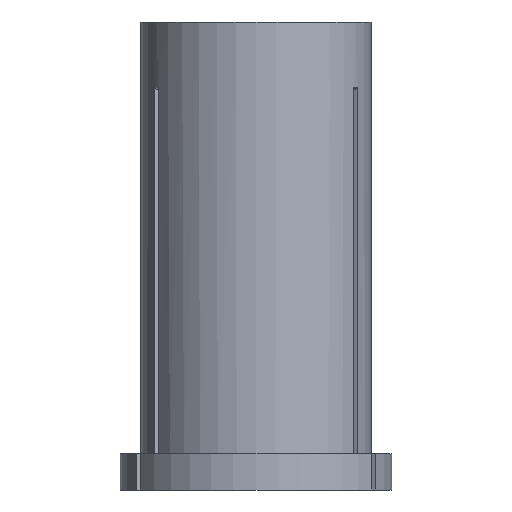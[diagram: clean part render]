
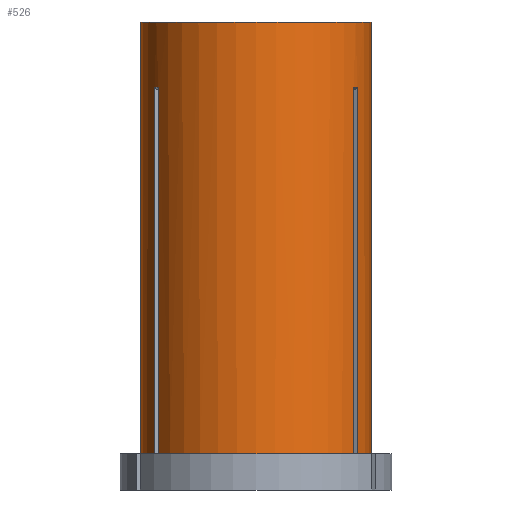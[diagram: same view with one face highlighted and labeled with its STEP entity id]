
A CAD part, front view. The second image highlights one B-rep face of the part: STEP entity #526.
In plain terms, the highlighted cylindrical face has radius 15.875 mm (diameter 31.75 mm), a partial arc.
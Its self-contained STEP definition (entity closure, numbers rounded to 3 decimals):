
#2 = B_SPLINE_CURVE_WITH_KNOTS ( 'NONE', 3,
 ( #693, #1002, #542, #132, #241, #245 ),
 .UNSPECIFIED., .F., .F.,
 ( 4, 2, 4 ),
 ( 0.089, 0.09, 0.09 ),
 .UNSPECIFIED. ) ;
#27 = B_SPLINE_CURVE_WITH_KNOTS ( 'NONE', 3,
 ( #748, #1297, #1084, #1080, #231 ),
 .UNSPECIFIED., .F., .F.,
 ( 4, 1, 4 ),
 ( 0.098, 0.098, 0.099 ),
 .UNSPECIFIED. ) ;
#45 = VERTEX_POINT ( 'NONE', #304 ) ;
#46 = EDGE_CURVE ( 'NONE', #973, #1151, #27, .T. ) ;
#58 = ORIENTED_EDGE ( 'NONE', *, *, #1027, .F. ) ;
#73 = EDGE_CURVE ( 'NONE', #1119, #45, #680, .T. ) ;
#128 = VERTEX_POINT ( 'NONE', #734 ) ;
#129 = ORIENTED_EDGE ( 'NONE', *, *, #471, .T. ) ;
#132 = CARTESIAN_POINT ( 'NONE',  ( -13.664, -8.083, -9. ) ) ;
#140 = DIRECTION ( 'NONE',  ( 0., 0., 1. ) ) ;
#178 = ORIENTED_EDGE ( 'NONE', *, *, #676, .T. ) ;
#191 = CYLINDRICAL_SURFACE ( 'NONE', #977, 15.875 ) ;
#197 = DIRECTION ( 'NONE',  ( 0., 0., 1. ) ) ;
#207 = VERTEX_POINT ( 'NONE', #708 ) ;
#216 = LINE ( 'NONE', #361, #448 ) ;
#220 = CARTESIAN_POINT ( 'NONE',  ( 13.991, -7.501, 0. ) ) ;
#228 = VERTEX_POINT ( 'NONE', #658 ) ;
#231 = CARTESIAN_POINT ( 'NONE',  ( 13.991, -7.501, -9.006 ) ) ;
#236 = CARTESIAN_POINT ( 'NONE',  ( 13.491, -8.367, 0. ) ) ;
#241 = CARTESIAN_POINT ( 'NONE',  ( -13.579, -8.226, -9.002 ) ) ;
#245 = CARTESIAN_POINT ( 'NONE',  ( -13.491, -8.367, -9.006 ) ) ;
#283 = ORIENTED_EDGE ( 'NONE', *, *, #1188, .F. ) ;
#288 = DIRECTION ( 'NONE',  ( 1., 0., 0. ) ) ;
#297 = AXIS2_PLACEMENT_3D ( 'NONE', #1350, #917, #609 ) ;
#304 = CARTESIAN_POINT ( 'NONE',  ( 13.491, -8.367, -59.6 ) ) ;
#310 = VECTOR ( 'NONE', #755, 1000. ) ;
#329 = EDGE_CURVE ( 'NONE', #566, #1151, #555, .T. ) ;
#332 = EDGE_CURVE ( 'NONE', #45, #973, #1059, .T. ) ;
#357 = AXIS2_PLACEMENT_3D ( 'NONE', #506, #801, #288 ) ;
#361 = CARTESIAN_POINT ( 'NONE',  ( 15.875, 0., 0. ) ) ;
#381 = ORIENTED_EDGE ( 'NONE', *, *, #531, .T. ) ;
#387 = DIRECTION ( 'NONE',  ( 1., 0., 0. ) ) ;
#434 = FACE_OUTER_BOUND ( 'NONE', #1358, .T. ) ;
#448 = VECTOR ( 'NONE', #571, 1000. ) ;
#449 = LINE ( 'NONE', #1016, #987 ) ;
#462 = VECTOR ( 'NONE', #140, 1000. ) ;
#471 = EDGE_CURVE ( 'NONE', #228, #581, #716, .T. ) ;
#489 = ORIENTED_EDGE ( 'NONE', *, *, #947, .T. ) ;
#506 = CARTESIAN_POINT ( 'NONE',  ( 0., 0., 0. ) ) ;
#526 = ADVANCED_FACE ( 'NONE', ( #434 ), #191, .T. ) ;
#528 = VECTOR ( 'NONE', #667, 1000. ) ;
#531 = EDGE_CURVE ( 'NONE', #581, #1202, #449, .T. ) ;
#542 = CARTESIAN_POINT ( 'NONE',  ( -13.831, -7.794, -9. ) ) ;
#555 = LINE ( 'NONE', #220, #462 ) ;
#566 = VERTEX_POINT ( 'NONE', #1043 ) ;
#571 = DIRECTION ( 'NONE',  ( 0., 0., 1. ) ) ;
#572 = CARTESIAN_POINT ( 'NONE',  ( 0., 0., -59.6 ) ) ;
#581 = VERTEX_POINT ( 'NONE', #826 ) ;
#588 = DIRECTION ( 'NONE',  ( 0., 0., 1. ) ) ;
#600 = DIRECTION ( 'NONE',  ( 0., 0., 1. ) ) ;
#609 = DIRECTION ( 'NONE',  ( 1., 0., 0. ) ) ;
#632 = CIRCLE ( 'NONE', #357, 15.875 ) ;
#658 = CARTESIAN_POINT ( 'NONE',  ( -15.875, 0., -59.6 ) ) ;
#667 = DIRECTION ( 'NONE',  ( 0., 0., 1. ) ) ;
#676 = EDGE_CURVE ( 'NONE', #1202, #128, #2, .T. ) ;
#680 = CIRCLE ( 'NONE', #1327, 15.875 ) ;
#693 = CARTESIAN_POINT ( 'NONE',  ( -13.991, -7.501, -9.006 ) ) ;
#708 = CARTESIAN_POINT ( 'NONE',  ( 15.875, 0., -59.6 ) ) ;
#712 = VECTOR ( 'NONE', #197, 1000. ) ;
#716 = CIRCLE ( 'NONE', #727, 15.875 ) ;
#727 = AXIS2_PLACEMENT_3D ( 'NONE', #1009, #588, #900 ) ;
#734 = CARTESIAN_POINT ( 'NONE',  ( -13.491, -8.367, -9.006 ) ) ;
#747 = ORIENTED_EDGE ( 'NONE', *, *, #332, .T. ) ;
#748 = CARTESIAN_POINT ( 'NONE',  ( 13.491, -8.367, -9.006 ) ) ;
#755 = DIRECTION ( 'NONE',  ( 0., 0., 1. ) ) ;
#767 = LINE ( 'NONE', #1186, #528 ) ;
#773 = CARTESIAN_POINT ( 'NONE',  ( -15.875, 0., 0. ) ) ;
#778 = DIRECTION ( 'NONE',  ( 0., 0., 1. ) ) ;
#801 = DIRECTION ( 'NONE',  ( 0., 0., 1. ) ) ;
#826 = CARTESIAN_POINT ( 'NONE',  ( -13.991, -7.501, -59.6 ) ) ;
#857 = VERTEX_POINT ( 'NONE', #1042 ) ;
#871 = ORIENTED_EDGE ( 'NONE', *, *, #1097, .F. ) ;
#900 = DIRECTION ( 'NONE',  ( 1., 0., 0. ) ) ;
#917 = DIRECTION ( 'NONE',  ( 0., 0., 1. ) ) ;
#947 = EDGE_CURVE ( 'NONE', #566, #207, #1105, .T. ) ;
#961 = CARTESIAN_POINT ( 'NONE',  ( -13.991, -7.501, -9.006 ) ) ;
#973 = VERTEX_POINT ( 'NONE', #1030 ) ;
#977 = AXIS2_PLACEMENT_3D ( 'NONE', #1026, #1234, #387 ) ;
#987 = VECTOR ( 'NONE', #600, 1000. ) ;
#990 = CARTESIAN_POINT ( 'NONE',  ( -13.491, -8.367, 0. ) ) ;
#1002 = CARTESIAN_POINT ( 'NONE',  ( -13.912, -7.648, -9.002 ) ) ;
#1009 = CARTESIAN_POINT ( 'NONE',  ( 0., 0., -59.6 ) ) ;
#1016 = CARTESIAN_POINT ( 'NONE',  ( -13.991, -7.501, 0. ) ) ;
#1017 = CARTESIAN_POINT ( 'NONE',  ( -13.491, -8.367, -59.6 ) ) ;
#1026 = CARTESIAN_POINT ( 'NONE',  ( 0., 0., 0. ) ) ;
#1027 = EDGE_CURVE ( 'NONE', #228, #1098, #767, .T. ) ;
#1030 = CARTESIAN_POINT ( 'NONE',  ( 13.491, -8.367, -9.006 ) ) ;
#1042 = CARTESIAN_POINT ( 'NONE',  ( 15.875, 0., 0. ) ) ;
#1043 = CARTESIAN_POINT ( 'NONE',  ( 13.991, -7.501, -59.6 ) ) ;
#1059 = LINE ( 'NONE', #236, #310 ) ;
#1064 = EDGE_CURVE ( 'NONE', #207, #857, #216, .T. ) ;
#1080 = CARTESIAN_POINT ( 'NONE',  ( 13.913, -7.647, -9.002 ) ) ;
#1084 = CARTESIAN_POINT ( 'NONE',  ( 13.751, -7.938, -8.998 ) ) ;
#1090 = DIRECTION ( 'NONE',  ( 1., 0., 0. ) ) ;
#1097 = EDGE_CURVE ( 'NONE', #1098, #857, #632, .T. ) ;
#1098 = VERTEX_POINT ( 'NONE', #773 ) ;
#1105 = CIRCLE ( 'NONE', #297, 15.875 ) ;
#1119 = VERTEX_POINT ( 'NONE', #1017 ) ;
#1130 = CARTESIAN_POINT ( 'NONE',  ( 13.991, -7.501, -9.006 ) ) ;
#1149 = ORIENTED_EDGE ( 'NONE', *, *, #329, .F. ) ;
#1151 = VERTEX_POINT ( 'NONE', #1130 ) ;
#1182 = ORIENTED_EDGE ( 'NONE', *, *, #1064, .T. ) ;
#1186 = CARTESIAN_POINT ( 'NONE',  ( -15.875, 0., 0. ) ) ;
#1188 = EDGE_CURVE ( 'NONE', #1119, #128, #1225, .T. ) ;
#1202 = VERTEX_POINT ( 'NONE', #961 ) ;
#1225 = LINE ( 'NONE', #990, #712 ) ;
#1234 = DIRECTION ( 'NONE',  ( 0., 0., 1. ) ) ;
#1249 = ORIENTED_EDGE ( 'NONE', *, *, #46, .T. ) ;
#1252 = ORIENTED_EDGE ( 'NONE', *, *, #73, .T. ) ;
#1297 = CARTESIAN_POINT ( 'NONE',  ( 13.58, -8.224, -9.002 ) ) ;
#1327 = AXIS2_PLACEMENT_3D ( 'NONE', #572, #778, #1090 ) ;
#1350 = CARTESIAN_POINT ( 'NONE',  ( 0., 0., -59.6 ) ) ;
#1358 = EDGE_LOOP ( 'NONE', ( #58, #129, #381, #178, #283, #1252, #747, #1249, #1149, #489, #1182, #871 ) ) ;
